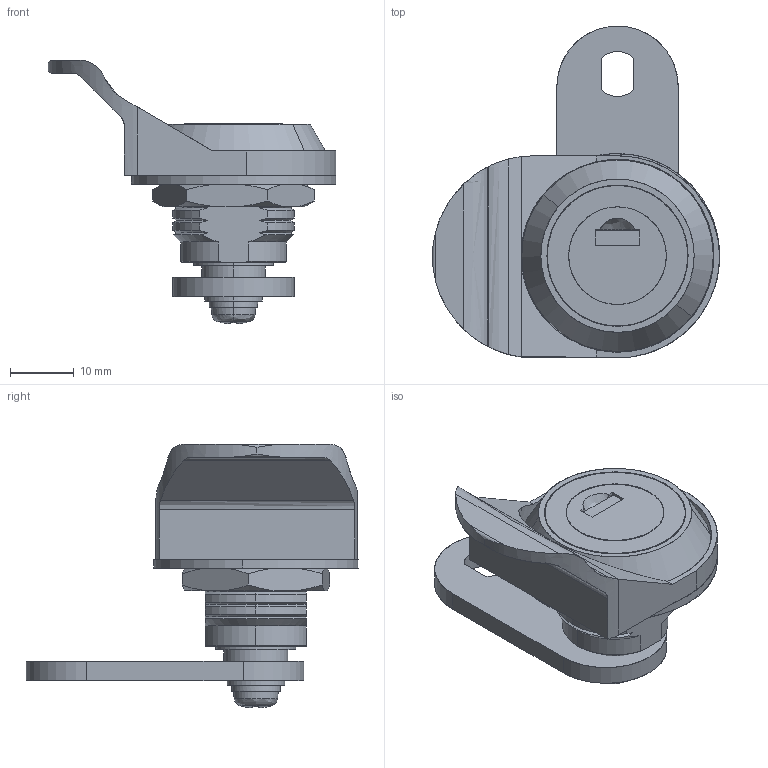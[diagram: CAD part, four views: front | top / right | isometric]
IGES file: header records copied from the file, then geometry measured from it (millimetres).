
Start section: SolidWorks IGES file using analytic representation for surfaces
Global section: file name: KC-106S IGS.IGS,15HSolidWorks; native system: 2011; preprocessor: SolidWorks 2011; author: KJR06; date: 220721.141200; units: millimetre
Bounding box: 45 x 51.99 x 41.24 mm (x, y, z)
Surface area: 9936.6 mm2 (no closed solid volume)
Topology: 0 solids, 0 shells, 308 faces, 3517 edges, 3513 vertices
Faces by surface type: revolution 179, bspline 129
